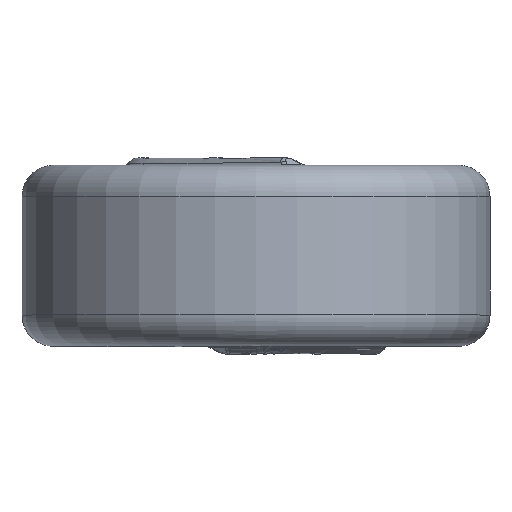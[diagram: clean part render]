
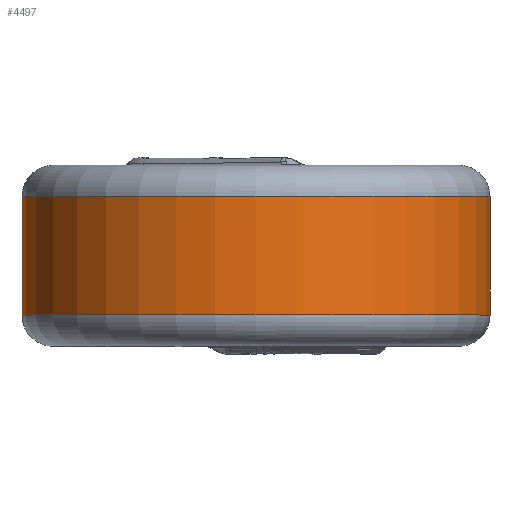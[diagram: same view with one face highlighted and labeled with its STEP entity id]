
A CAD part, top view. The second image highlights one B-rep face of the part: STEP entity #4497.
In plain terms, the highlighted cylindrical face has radius 7.5 mm (diameter 15 mm), a full revolution.
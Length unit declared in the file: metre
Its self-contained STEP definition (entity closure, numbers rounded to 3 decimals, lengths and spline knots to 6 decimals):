
#71=CIRCLE('',#4679,0.0075);
#72=CIRCLE('',#4680,0.0075);
#91=CYLINDRICAL_SURFACE('',#4678,0.0075);
#1311=ORIENTED_EDGE('',*,*,#1977,.T.);
#1312=ORIENTED_EDGE('',*,*,#1978,.F.);
#1977=EDGE_CURVE('',#2316,#2316,#71,.T.);
#1978=EDGE_CURVE('',#2317,#2317,#72,.T.);
#2316=VERTEX_POINT('',#8031);
#2317=VERTEX_POINT('',#8033);
#2719=EDGE_LOOP('',(#1311));
#2720=EDGE_LOOP('',(#1312));
#2931=FACE_BOUND('',#2719,.T.);
#2932=FACE_BOUND('',#2720,.T.);
#4497=ADVANCED_FACE('',(#2931,#2932),#91,.T.);
#4678=AXIS2_PLACEMENT_3D('',#8029,#5204,#5205);
#4679=AXIS2_PLACEMENT_3D('',#8030,#5206,#5207);
#4680=AXIS2_PLACEMENT_3D('',#8032,#5208,#5209);
#5204=DIRECTION('',(0.,1.,0.));
#5205=DIRECTION('',(0.,0.,1.));
#5206=DIRECTION('',(0.,1.,0.));
#5207=DIRECTION('',(0.,0.,1.));
#5208=DIRECTION('',(0.,1.,0.));
#5209=DIRECTION('',(0.,0.,1.));
#8029=CARTESIAN_POINT('',(0.,-0.0029,0.));
#8030=CARTESIAN_POINT('',(0.,-0.0019,0.));
#8031=CARTESIAN_POINT('',(0.,-0.0019,0.0075));
#8032=CARTESIAN_POINT('',(0.,0.0019,0.));
#8033=CARTESIAN_POINT('',(0.,0.0019,0.0075));
